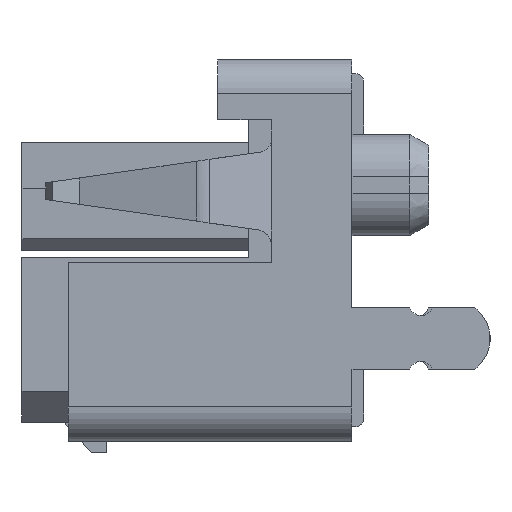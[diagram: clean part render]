
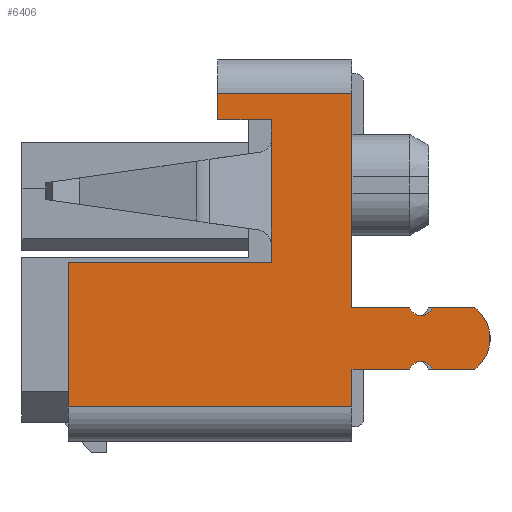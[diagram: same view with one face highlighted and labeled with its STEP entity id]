
A CAD part, left-side view. The second image highlights one B-rep face of the part: STEP entity #6406.
In plain terms, the highlighted planar face has unit normal (-1, 0, 0).
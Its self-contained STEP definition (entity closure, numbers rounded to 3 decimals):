
#6406 = ADVANCED_FACE( '', ( #15214 ), #15215, .F. );
#15214 = FACE_OUTER_BOUND( '', #26439, .T. );
#15215 = PLANE( '', #26440 );
#26439 = EDGE_LOOP( '', ( #46747, #46748, #46749, #46750, #46751, #46752, #46753, #46754, #46755, #46756, #46757, #46758, #46759, #46760, #46761, #46762, #46763, #46764 ) );
#26440 = AXIS2_PLACEMENT_3D( '', #46765, #46766, #46767 );
#46747 = ORIENTED_EDGE( '', *, *, #72589, .F. );
#46748 = ORIENTED_EDGE( '', *, *, #78741, .T. );
#46749 = ORIENTED_EDGE( '', *, *, #78447, .T. );
#46750 = ORIENTED_EDGE( '', *, *, #78742, .T. );
#46751 = ORIENTED_EDGE( '', *, *, #76428, .T. );
#46752 = ORIENTED_EDGE( '', *, *, #78743, .T. );
#46753 = ORIENTED_EDGE( '', *, *, #78744, .F. );
#46754 = ORIENTED_EDGE( '', *, *, #78745, .T. );
#46755 = ORIENTED_EDGE( '', *, *, #78746, .T. );
#46756 = ORIENTED_EDGE( '', *, *, #78747, .F. );
#46757 = ORIENTED_EDGE( '', *, *, #78748, .T. );
#46758 = ORIENTED_EDGE( '', *, *, #78749, .F. );
#46759 = ORIENTED_EDGE( '', *, *, #78750, .F. );
#46760 = ORIENTED_EDGE( '', *, *, #78751, .F. );
#46761 = ORIENTED_EDGE( '', *, *, #78752, .T. );
#46762 = ORIENTED_EDGE( '', *, *, #78753, .F. );
#46763 = ORIENTED_EDGE( '', *, *, #78754, .T. );
#46764 = ORIENTED_EDGE( '', *, *, #78755, .F. );
#46765 = CARTESIAN_POINT( '', ( -15.075, 3.7, -2.04 ) );
#46766 = DIRECTION( '', ( 1., 0., 0. ) );
#46767 = DIRECTION( '', ( 0., 0., -1. ) );
#72589 = EDGE_CURVE( '', #88763, #88750, #88765, .T. );
#76428 = EDGE_CURVE( '', #95300, #95297, #95301, .T. );
#78447 = EDGE_CURVE( '', #98561, #86809, #98562, .T. );
#78741 = EDGE_CURVE( '', #88763, #98561, #98996, .T. );
#78742 = EDGE_CURVE( '', #86809, #95300, #98997, .T. );
#78743 = EDGE_CURVE( '', #95297, #98998, #98999, .T. );
#78744 = EDGE_CURVE( '', #99000, #98998, #99001, .T. );
#78745 = EDGE_CURVE( '', #99000, #99002, #99003, .T. );
#78746 = EDGE_CURVE( '', #99002, #99004, #99005, .T. );
#78747 = EDGE_CURVE( '', #99006, #99004, #99007, .T. );
#78748 = EDGE_CURVE( '', #99006, #99008, #99009, .T. );
#78749 = EDGE_CURVE( '', #99010, #99008, #99011, .T. );
#78750 = EDGE_CURVE( '', #99012, #99010, #99013, .T. );
#78751 = EDGE_CURVE( '', #99014, #99012, #99015, .T. );
#78752 = EDGE_CURVE( '', #99014, #99016, #99017, .T. );
#78753 = EDGE_CURVE( '', #99018, #99016, #99019, .T. );
#78754 = EDGE_CURVE( '', #99018, #99020, #99021, .T. );
#78755 = EDGE_CURVE( '', #88750, #99020, #99022, .T. );
#86809 = VERTEX_POINT( '', #109284 );
#88750 = VERTEX_POINT( '', #111976 );
#88763 = VERTEX_POINT( '', #111993 );
#88765 = LINE( '', #111996, #111997 );
#95297 = VERTEX_POINT( '', #121321 );
#95300 = VERTEX_POINT( '', #121325 );
#95301 = LINE( '', #121326, #121327 );
#98561 = VERTEX_POINT( '', #126066 );
#98562 = LINE( '', #126067, #126068 );
#98996 = LINE( '', #126699, #126700 );
#98997 = LINE( '', #126701, #126702 );
#98998 = VERTEX_POINT( '', #126703 );
#98999 = LINE( '', #126704, #126705 );
#99000 = VERTEX_POINT( '', #126706 );
#99001 = LINE( '', #126707, #126708 );
#99002 = VERTEX_POINT( '', #126709 );
#99003 = LINE( '', #126710, #126711 );
#99004 = VERTEX_POINT( '', #126712 );
#99005 = LINE( '', #126713, #126714 );
#99006 = VERTEX_POINT( '', #126715 );
#99007 = LINE( '', #126716, #126717 );
#99008 = VERTEX_POINT( '', #126718 );
#99009 = CIRCLE( '', #126719, 0.163 );
#99010 = VERTEX_POINT( '', #126720 );
#99011 = LINE( '', #126721, #126722 );
#99012 = VERTEX_POINT( '', #126723 );
#99013 = CIRCLE( '', #126724, 0.5 );
#99014 = VERTEX_POINT( '', #126725 );
#99015 = LINE( '', #126726, #126727 );
#99016 = VERTEX_POINT( '', #126728 );
#99017 = CIRCLE( '', #126729, 0.163 );
#99018 = VERTEX_POINT( '', #126730 );
#99019 = LINE( '', #126731, #126732 );
#99020 = VERTEX_POINT( '', #126733 );
#99021 = LINE( '', #126734, #126735 );
#99022 = LINE( '', #126736, #126737 );
#109284 = CARTESIAN_POINT( '', ( -15.075, 1.05, 1.447 ) );
#111976 = CARTESIAN_POINT( '', ( -15.075, 1.75, 2.04 ) );
#111993 = CARTESIAN_POINT( '', ( -15.075, 1.75, 1.7 ) );
#111996 = CARTESIAN_POINT( '', ( -15.075, 1.75, -2.04 ) );
#111997 = VECTOR( '', #141519, 1000. );
#121321 = CARTESIAN_POINT( '', ( -15.075, 1.05, -0.16 ) );
#121325 = CARTESIAN_POINT( '', ( -15.075, 1.05, 0.067 ) );
#121326 = CARTESIAN_POINT( '', ( -15.075, 1.05, 1.7 ) );
#121327 = VECTOR( '', #145504, 1000. );
#126066 = CARTESIAN_POINT( '', ( -15.075, 1.05, 1.7 ) );
#126067 = CARTESIAN_POINT( '', ( -15.075, 1.05, 1.7 ) );
#126068 = VECTOR( '', #147644, 1000. );
#126699 = CARTESIAN_POINT( '', ( -15.075, 1.75, 1.7 ) );
#126700 = VECTOR( '', #147932, 1000. );
#126701 = CARTESIAN_POINT( '', ( -15.075, 1.05, 1.45 ) );
#126702 = VECTOR( '', #147933, 1000. );
#126703 = CARTESIAN_POINT( '', ( -15.075, 3.7, -0.16 ) );
#126704 = CARTESIAN_POINT( '', ( -15.075, 1.05, -0.16 ) );
#126705 = VECTOR( '', #147934, 1000. );
#126706 = CARTESIAN_POINT( '', ( -15.075, 3.7, -2.04 ) );
#126707 = CARTESIAN_POINT( '', ( -15.075, 3.7, -2.04 ) );
#126708 = VECTOR( '', #147935, 1000. );
#126709 = CARTESIAN_POINT( '', ( -15.075, 0., -2.04 ) );
#126710 = CARTESIAN_POINT( '', ( -15.075, 3.7, -2.04 ) );
#126711 = VECTOR( '', #147936, 1000. );
#126712 = CARTESIAN_POINT( '', ( -15.075, 0., -1.55 ) );
#126713 = CARTESIAN_POINT( '', ( -15.075, 0., -2.04 ) );
#126714 = VECTOR( '', #147937, 1000. );
#126715 = CARTESIAN_POINT( '', ( -15.075, -0.75, -1.55 ) );
#126716 = CARTESIAN_POINT( '', ( -15.075, -0.75, -1.55 ) );
#126717 = VECTOR( '', #147938, 1000. );
#126718 = CARTESIAN_POINT( '', ( -15.075, -1.05, -1.55 ) );
#126719 = AXIS2_PLACEMENT_3D( '', #147939, #147940, #147941 );
#126720 = CARTESIAN_POINT( '', ( -15.075, -1.6, -1.55 ) );
#126721 = CARTESIAN_POINT( '', ( -15.075, -1.6, -1.55 ) );
#126722 = VECTOR( '', #147942, 1000. );
#126723 = CARTESIAN_POINT( '', ( -15.075, -1.6, -0.75 ) );
#126724 = AXIS2_PLACEMENT_3D( '', #147943, #147944, #147945 );
#126725 = CARTESIAN_POINT( '', ( -15.075, -1.05, -0.75 ) );
#126726 = CARTESIAN_POINT( '', ( -15.075, -1.05, -0.75 ) );
#126727 = VECTOR( '', #147946, 1000. );
#126728 = CARTESIAN_POINT( '', ( -15.075, -0.75, -0.75 ) );
#126729 = AXIS2_PLACEMENT_3D( '', #147947, #147948, #147949 );
#126730 = CARTESIAN_POINT( '', ( -15.075, 0., -0.75 ) );
#126731 = CARTESIAN_POINT( '', ( -15.075, 0., -0.75 ) );
#126732 = VECTOR( '', #147950, 1000. );
#126733 = CARTESIAN_POINT( '', ( -15.075, 0., 2.04 ) );
#126734 = CARTESIAN_POINT( '', ( -15.075, 0., -2.04 ) );
#126735 = VECTOR( '', #147951, 1000. );
#126736 = CARTESIAN_POINT( '', ( -15.075, 3.7, 2.04 ) );
#126737 = VECTOR( '', #147952, 1000. );
#141519 = DIRECTION( '', ( 0., 0., 1. ) );
#145504 = DIRECTION( '', ( 0., 0., -1. ) );
#147644 = DIRECTION( '', ( 0., 0., -1. ) );
#147932 = DIRECTION( '', ( 0., -1., 0. ) );
#147933 = DIRECTION( '', ( 0., 0., -1. ) );
#147934 = DIRECTION( '', ( 0., 1., 0. ) );
#147935 = DIRECTION( '', ( 0., 0., 1. ) );
#147936 = DIRECTION( '', ( 0., -1., 0. ) );
#147937 = DIRECTION( '', ( 0., 0., 1. ) );
#147938 = DIRECTION( '', ( 0., 1., 0. ) );
#147939 = CARTESIAN_POINT( '', ( -15.075, -0.9, -1.613 ) );
#147940 = DIRECTION( '', ( 1., 0., 0. ) );
#147941 = DIRECTION( '', ( 0., 0., -1. ) );
#147942 = DIRECTION( '', ( 0., 1., 0. ) );
#147943 = CARTESIAN_POINT( '', ( -15.075, -1.3, -1.15 ) );
#147944 = DIRECTION( '', ( 1., 0., 0. ) );
#147945 = DIRECTION( '', ( 0., 0., -1. ) );
#147946 = DIRECTION( '', ( 0., -1., 0. ) );
#147947 = CARTESIAN_POINT( '', ( -15.075, -0.9, -0.688 ) );
#147948 = DIRECTION( '', ( 1., 0., 0. ) );
#147949 = DIRECTION( '', ( 0., 0., -1. ) );
#147950 = DIRECTION( '', ( 0., -1., 0. ) );
#147951 = DIRECTION( '', ( 0., 0., 1. ) );
#147952 = DIRECTION( '', ( 0., -1., 0. ) );
